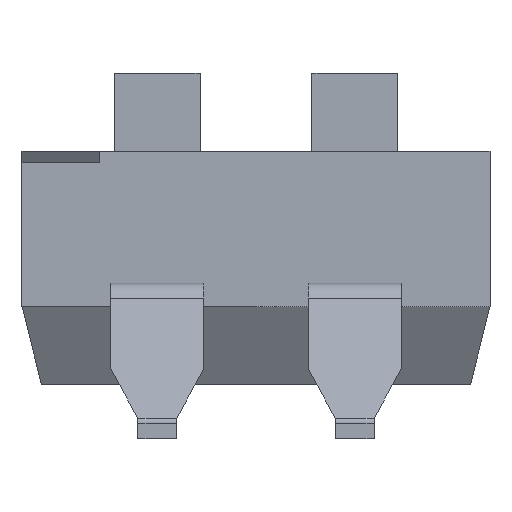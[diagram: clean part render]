
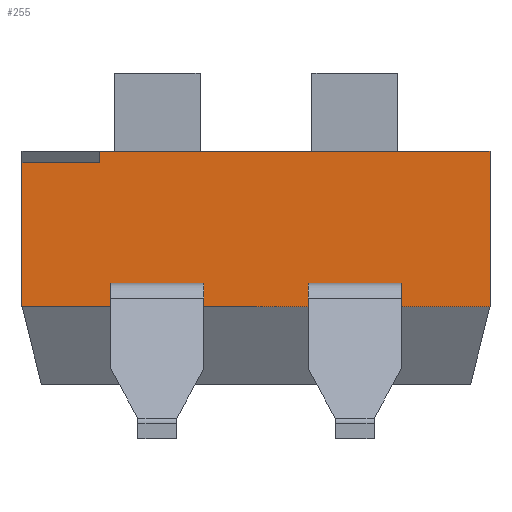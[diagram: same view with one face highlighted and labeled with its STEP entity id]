
A CAD part, front view. The second image highlights one B-rep face of the part: STEP entity #255.
In plain terms, the highlighted planar face has unit normal (0, -1, 0).
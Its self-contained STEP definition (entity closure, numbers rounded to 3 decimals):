
#111 = VERTEX_POINT('',#112);
#112 = CARTESIAN_POINT('',(3.01,-3.1,1.7));
#134 = VERTEX_POINT('',#135);
#135 = CARTESIAN_POINT('',(-3.01,-3.1,1.7));
#140 = EDGE_CURVE('',#111,#134,#141,.T.);
#141 = LINE('',#142,#143);
#142 = CARTESIAN_POINT('',(3.01,-3.1,1.7));
#143 = VECTOR('',#144,1.);
#144 = DIRECTION('',(-1.,0.,0.));
#238 = VERTEX_POINT('',#239);
#239 = CARTESIAN_POINT('',(3.01,-3.1,3.7));
#245 = EDGE_CURVE('',#111,#238,#246,.T.);
#246 = LINE('',#247,#248);
#247 = CARTESIAN_POINT('',(3.01,-3.1,1.7));
#248 = VECTOR('',#249,1.);
#249 = DIRECTION('',(0.,0.,1.));
#255 = ADVANCED_FACE('',(#256),#290,.T.);
#256 = FACE_BOUND('',#257,.T.);
#257 = EDGE_LOOP('',(#258,#259,#260,#268,#276,#284));
#258 = ORIENTED_EDGE('',*,*,#140,.F.);
#259 = ORIENTED_EDGE('',*,*,#245,.T.);
#260 = ORIENTED_EDGE('',*,*,#261,.T.);
#261 = EDGE_CURVE('',#238,#262,#264,.T.);
#262 = VERTEX_POINT('',#263);
#263 = CARTESIAN_POINT('',(-2.01,-3.1,3.7));
#264 = LINE('',#265,#266);
#265 = CARTESIAN_POINT('',(1.505,-3.1,3.7));
#266 = VECTOR('',#267,1.);
#267 = DIRECTION('',(-1.,0.,0.));
#268 = ORIENTED_EDGE('',*,*,#269,.T.);
#269 = EDGE_CURVE('',#262,#270,#272,.T.);
#270 = VERTEX_POINT('',#271);
#271 = CARTESIAN_POINT('',(-2.01,-3.1,3.55));
#272 = LINE('',#273,#274);
#273 = CARTESIAN_POINT('',(-2.01,-3.1,3.7));
#274 = VECTOR('',#275,1.);
#275 = DIRECTION('',(-0.,-0.,-1.));
#276 = ORIENTED_EDGE('',*,*,#277,.T.);
#277 = EDGE_CURVE('',#270,#278,#280,.T.);
#278 = VERTEX_POINT('',#279);
#279 = CARTESIAN_POINT('',(-3.01,-3.1,3.55));
#280 = LINE('',#281,#282);
#281 = CARTESIAN_POINT('',(-2.01,-3.1,3.55));
#282 = VECTOR('',#283,1.);
#283 = DIRECTION('',(-1.,0.,0.));
#284 = ORIENTED_EDGE('',*,*,#285,.F.);
#285 = EDGE_CURVE('',#134,#278,#286,.T.);
#286 = LINE('',#287,#288);
#287 = CARTESIAN_POINT('',(-3.01,-3.1,1.7));
#288 = VECTOR('',#289,1.);
#289 = DIRECTION('',(0.,0.,1.));
#290 = PLANE('',#291);
#291 = AXIS2_PLACEMENT_3D('',#292,#293,#294);
#292 = CARTESIAN_POINT('',(3.01,-3.1,1.7));
#293 = DIRECTION('',(0.,-1.,0.));
#294 = DIRECTION('',(-1.,0.,0.));
